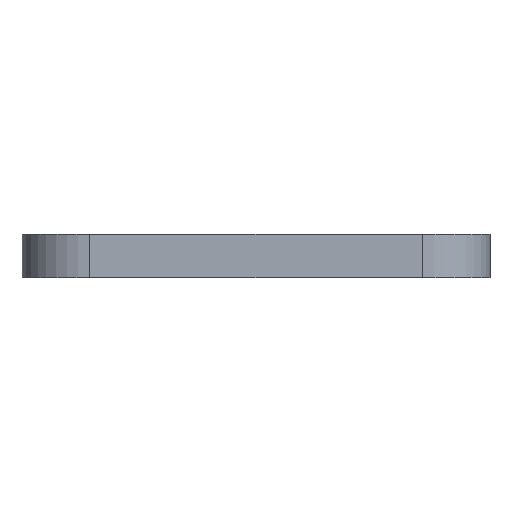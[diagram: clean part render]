
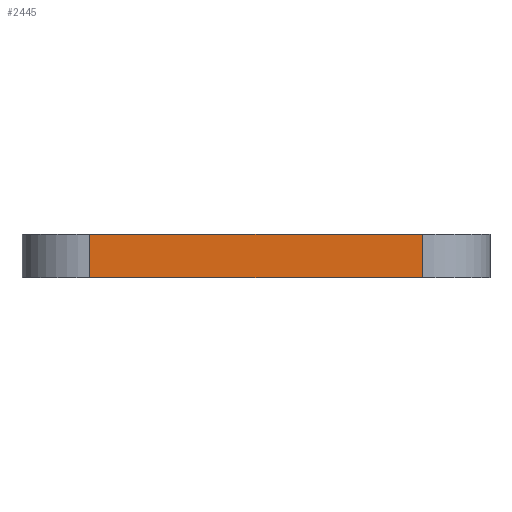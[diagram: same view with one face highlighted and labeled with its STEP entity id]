
A CAD part, front view. The second image highlights one B-rep face of the part: STEP entity #2445.
In plain terms, the highlighted planar face has unit normal (0, -1, 0).
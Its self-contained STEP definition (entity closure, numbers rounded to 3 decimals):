
#37 = PLANE ( 'NONE',  #1840 ) ;
#206 = VERTEX_POINT ( 'NONE', #3128 ) ;
#303 = CARTESIAN_POINT ( 'NONE',  ( -12.25, -27.55, 470.284 ) ) ;
#320 = EDGE_CURVE ( 'NONE', #1805, #2065, #2252, .T. ) ;
#333 = EDGE_CURVE ( 'NONE', #206, #1805, #2493, .T. ) ;
#359 = DIRECTION ( 'NONE',  ( 0., 0., -1. ) ) ;
#375 = DIRECTION ( 'NONE',  ( 1., 0., 0. ) ) ;
#379 = VERTEX_POINT ( 'NONE', #303 ) ;
#400 = VECTOR ( 'NONE', #1071, 1000. ) ;
#462 = ORIENTED_EDGE ( 'NONE', *, *, #333, .F. ) ;
#531 = DIRECTION ( 'NONE',  ( 0., 0., -1. ) ) ;
#767 = DIRECTION ( 'NONE',  ( 1., 0., 0. ) ) ;
#813 = ORIENTED_EDGE ( 'NONE', *, *, #2509, .T. ) ;
#832 = CARTESIAN_POINT ( 'NONE',  ( -17.25, -27.55, 473.459 ) ) ;
#907 = LINE ( 'NONE', #3097, #2707 ) ;
#919 = LINE ( 'NONE', #2821, #1392 ) ;
#1071 = DIRECTION ( 'NONE',  ( 1., 0., 0. ) ) ;
#1392 = VECTOR ( 'NONE', #375, 1000. ) ;
#1748 = ORIENTED_EDGE ( 'NONE', *, *, #2472, .T. ) ;
#1805 = VERTEX_POINT ( 'NONE', #2921 ) ;
#1806 = FACE_OUTER_BOUND ( 'NONE', #1959, .T. ) ;
#1840 = AXIS2_PLACEMENT_3D ( 'NONE', #1977, #2954, #767 ) ;
#1945 = CARTESIAN_POINT ( 'NONE',  ( 12.25, -27.55, 470.284 ) ) ;
#1959 = EDGE_LOOP ( 'NONE', ( #462, #1748, #813, #2027 ) ) ;
#1977 = CARTESIAN_POINT ( 'NONE',  ( -17.25, -27.55, 470.284 ) ) ;
#2021 = CARTESIAN_POINT ( 'NONE',  ( 12.25, -27.55, 470.284 ) ) ;
#2027 = ORIENTED_EDGE ( 'NONE', *, *, #320, .F. ) ;
#2065 = VERTEX_POINT ( 'NONE', #1945 ) ;
#2252 = LINE ( 'NONE', #2021, #2656 ) ;
#2445 = ADVANCED_FACE ( 'NONE', ( #1806 ), #37, .T. ) ;
#2472 = EDGE_CURVE ( 'NONE', #206, #379, #907, .T. ) ;
#2493 = LINE ( 'NONE', #832, #400 ) ;
#2509 = EDGE_CURVE ( 'NONE', #379, #2065, #919, .T. ) ;
#2656 = VECTOR ( 'NONE', #531, 1000. ) ;
#2707 = VECTOR ( 'NONE', #359, 1000. ) ;
#2821 = CARTESIAN_POINT ( 'NONE',  ( -17.25, -27.55, 470.284 ) ) ;
#2921 = CARTESIAN_POINT ( 'NONE',  ( 12.25, -27.55, 473.459 ) ) ;
#2954 = DIRECTION ( 'NONE',  ( 0., -1., 0. ) ) ;
#3097 = CARTESIAN_POINT ( 'NONE',  ( -12.25, -27.55, 470.284 ) ) ;
#3128 = CARTESIAN_POINT ( 'NONE',  ( -12.25, -27.55, 473.459 ) ) ;
